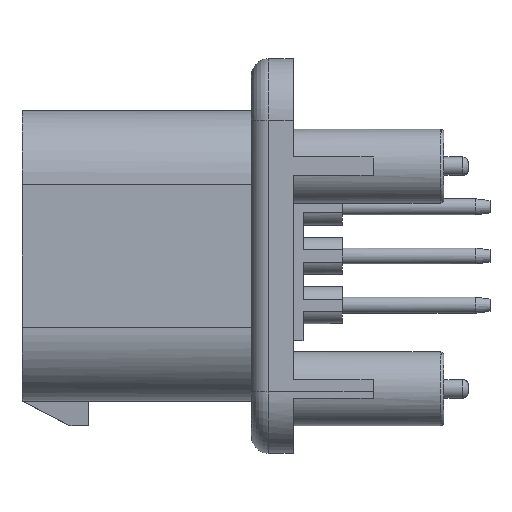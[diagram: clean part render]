
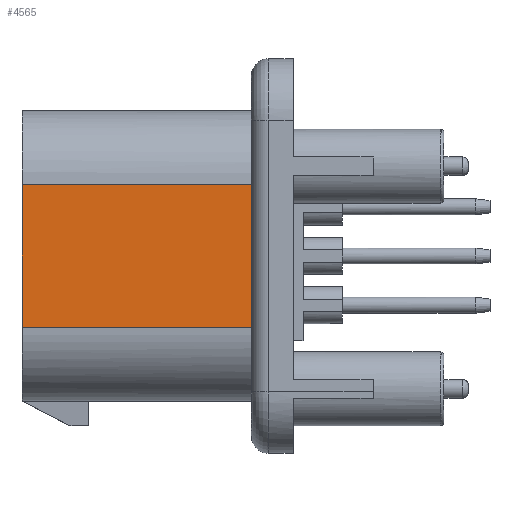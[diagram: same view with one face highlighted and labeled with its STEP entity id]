
A CAD part, left-side view. The second image highlights one B-rep face of the part: STEP entity #4565.
In plain terms, the highlighted planar face has unit normal (-1, 0, 0).
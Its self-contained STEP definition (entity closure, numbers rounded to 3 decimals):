
#4119=CARTESIAN_POINT('',(9.048,72.926,70.117));
#4120=VERTEX_POINT('',#4119);
#4139=CARTESIAN_POINT('',(9.048,72.926,81.717));
#4140=VERTEX_POINT('',#4139);
#4141=CARTESIAN_POINT('',(9.048,72.926,70.117));
#4142=CARTESIAN_POINT('',(9.048,72.926,72.437));
#4143=CARTESIAN_POINT('',(9.048,72.926,74.757));
#4144=CARTESIAN_POINT('',(9.048,72.926,77.077));
#4145=CARTESIAN_POINT('',(9.048,72.926,79.397));
#4146=CARTESIAN_POINT('',(9.048,72.926,81.717));
#4147=B_SPLINE_CURVE_WITH_KNOTS('',5,(#4141,#4142,#4143,#4144,#4145,#4146),.UNSPECIFIED.,.F.,.U.,(6,6),(0.,11.6),.UNSPECIFIED.);
#4148=EDGE_CURVE('',#4120,#4140,#4147,.T.);
#4471=CARTESIAN_POINT('',(9.048,52.876,70.117));
#4472=VERTEX_POINT('',#4471);
#4482=CARTESIAN_POINT('',(9.048,52.876,70.117));
#4483=CARTESIAN_POINT('',(9.048,56.886,70.117));
#4484=CARTESIAN_POINT('',(9.048,60.896,70.117));
#4485=CARTESIAN_POINT('',(9.048,64.906,70.117));
#4486=CARTESIAN_POINT('',(9.048,68.916,70.117));
#4487=CARTESIAN_POINT('',(9.048,72.926,70.117));
#4488=B_SPLINE_CURVE_WITH_KNOTS('',5,(#4482,#4483,#4484,#4485,#4486,#4487),.UNSPECIFIED.,.F.,.U.,(6,6),(0.,20.05),.UNSPECIFIED.);
#4489=EDGE_CURVE('',#4472,#4120,#4488,.T.);
#4514=CARTESIAN_POINT('',(9.048,62.901,75.917));
#4515=DIRECTION('',(0.,0.,-1.));
#4516=DIRECTION('',(-1.,-0.,0.));
#4517=AXIS2_PLACEMENT_3D('',#4514,#4516,#4515);
#4518=PLANE('',#4517);
#4519=CARTESIAN_POINT('',(9.048,53.626,78.967));
#4520=VERTEX_POINT('',#4519);
#4521=CARTESIAN_POINT('',(9.048,53.626,81.717));
#4522=VERTEX_POINT('',#4521);
#4523=CARTESIAN_POINT('',(9.048,53.626,78.967));
#4524=CARTESIAN_POINT('',(9.048,53.626,79.517));
#4525=CARTESIAN_POINT('',(9.048,53.626,80.067));
#4526=CARTESIAN_POINT('',(9.048,53.626,80.617));
#4527=CARTESIAN_POINT('',(9.048,53.626,81.167));
#4528=CARTESIAN_POINT('',(9.048,53.626,81.717));
#4529=B_SPLINE_CURVE_WITH_KNOTS('',5,(#4523,#4524,#4525,#4526,#4527,#4528),.UNSPECIFIED.,.F.,.U.,(6,6),(0.,2.75),.UNSPECIFIED.);
#4530=EDGE_CURVE('',#4520,#4522,#4529,.T.);
#4531=ORIENTED_EDGE('',*,*,#4530,.T.);
#4532=CARTESIAN_POINT('',(9.048,53.626,81.717));
#4533=CARTESIAN_POINT('',(9.048,57.486,81.717));
#4534=CARTESIAN_POINT('',(9.048,61.346,81.717));
#4535=CARTESIAN_POINT('',(9.048,65.206,81.717));
#4536=CARTESIAN_POINT('',(9.048,69.066,81.717));
#4537=CARTESIAN_POINT('',(9.048,72.926,81.717));
#4538=B_SPLINE_CURVE_WITH_KNOTS('',5,(#4532,#4533,#4534,#4535,#4536,#4537),.UNSPECIFIED.,.F.,.U.,(6,6),(0.,19.3),.UNSPECIFIED.);
#4539=EDGE_CURVE('',#4522,#4140,#4538,.T.);
#4540=ORIENTED_EDGE('',*,*,#4539,.T.);
#4541=ORIENTED_EDGE('',*,*,#4148,.F.);
#4542=ORIENTED_EDGE('',*,*,#4489,.F.);
#4543=CARTESIAN_POINT('',(9.048,52.876,78.967));
#4544=VERTEX_POINT('',#4543);
#4545=CARTESIAN_POINT('',(9.048,52.876,70.117));
#4546=CARTESIAN_POINT('',(9.048,52.876,71.887));
#4547=CARTESIAN_POINT('',(9.048,52.876,73.657));
#4548=CARTESIAN_POINT('',(9.048,52.876,75.427));
#4549=CARTESIAN_POINT('',(9.048,52.876,77.197));
#4550=CARTESIAN_POINT('',(9.048,52.876,78.967));
#4551=B_SPLINE_CURVE_WITH_KNOTS('',5,(#4545,#4546,#4547,#4548,#4549,#4550),.UNSPECIFIED.,.F.,.U.,(6,6),(0.,8.85),.UNSPECIFIED.);
#4552=EDGE_CURVE('',#4472,#4544,#4551,.T.);
#4553=ORIENTED_EDGE('',*,*,#4552,.T.);
#4554=CARTESIAN_POINT('',(9.048,52.876,78.967));
#4555=CARTESIAN_POINT('',(9.048,53.026,78.967));
#4556=CARTESIAN_POINT('',(9.048,53.176,78.967));
#4557=CARTESIAN_POINT('',(9.048,53.326,78.967));
#4558=CARTESIAN_POINT('',(9.048,53.476,78.967));
#4559=CARTESIAN_POINT('',(9.048,53.626,78.967));
#4560=B_SPLINE_CURVE_WITH_KNOTS('',5,(#4554,#4555,#4556,#4557,#4558,#4559),.UNSPECIFIED.,.F.,.U.,(6,6),(0.,0.75),.UNSPECIFIED.);
#4561=EDGE_CURVE('',#4544,#4520,#4560,.T.);
#4562=ORIENTED_EDGE('',*,*,#4561,.T.);
#4563=EDGE_LOOP('',(#4531,#4540,#4541,#4542,#4553,#4562));
#4564=FACE_OUTER_BOUND('',#4563,.T.);
#4565=ADVANCED_FACE('',(#4564),#4518,.T.);
